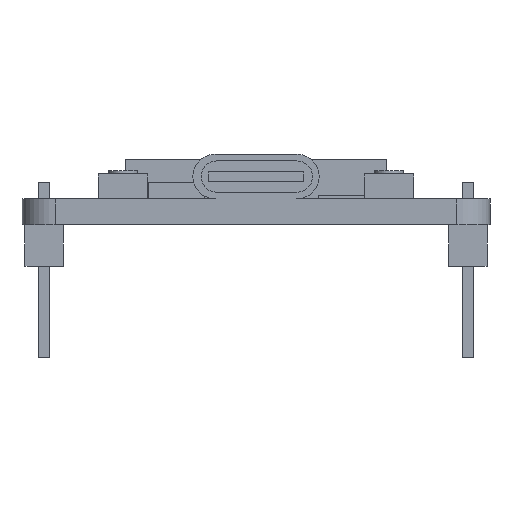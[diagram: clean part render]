
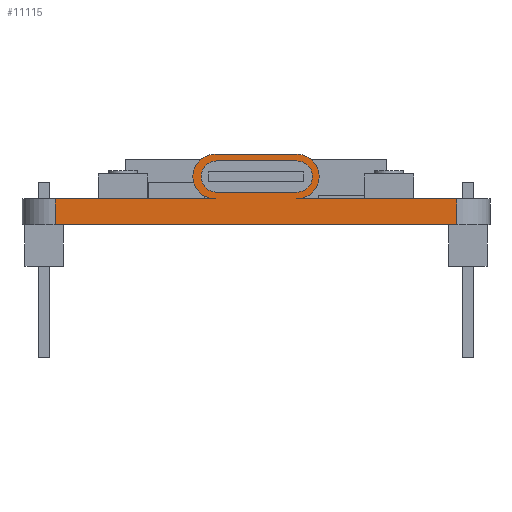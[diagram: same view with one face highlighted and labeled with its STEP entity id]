
A CAD part, left-side view. The second image highlights one B-rep face of the part: STEP entity #11115.
In plain terms, the highlighted planar face has unit normal (-1, 0, 0).
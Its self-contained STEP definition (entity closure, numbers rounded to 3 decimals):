
#497=CIRCLE('',#11768,0.938);
#499=CIRCLE('',#11772,0.938);
#501=CIRCLE('',#11776,1.34);
#502=CIRCLE('',#11777,1.34);
#589=FACE_BOUND('',#1426,.T.);
#721=FACE_OUTER_BOUND('',#1425,.T.);
#1425=EDGE_LOOP('',(#8019,#8020,#8021,#8022,#8023,#8024,#8025,#8026));
#1426=EDGE_LOOP('',(#8027,#8028,#8029,#8030));
#2335=LINE('',#15207,#3629);
#2339=LINE('',#15223,#3633);
#2501=LINE('',#15555,#3795);
#2506=LINE('',#15569,#3800);
#2509=LINE('',#15579,#3803);
#2510=LINE('',#15581,#3804);
#2511=LINE('',#15582,#3805);
#2512=LINE('',#15586,#3806);
#3629=VECTOR('',#12706,10.);
#3633=VECTOR('',#12718,10.);
#3795=VECTOR('',#12912,10.);
#3800=VECTOR('',#12925,10.);
#3803=VECTOR('',#12938,10.);
#3804=VECTOR('',#12939,10.);
#3805=VECTOR('',#12940,10.);
#3806=VECTOR('',#12943,10.);
#4839=VERTEX_POINT('',#15204);
#4840=VERTEX_POINT('',#15206);
#4847=VERTEX_POINT('',#15220);
#4848=VERTEX_POINT('',#15222);
#5001=VERTEX_POINT('',#15553);
#5002=VERTEX_POINT('',#15554);
#5005=VERTEX_POINT('',#15562);
#5007=VERTEX_POINT('',#15568);
#5009=VERTEX_POINT('',#15578);
#5010=VERTEX_POINT('',#15580);
#5011=VERTEX_POINT('',#15583);
#5012=VERTEX_POINT('',#15585);
#6009=EDGE_CURVE('',#4839,#4840,#2335,.T.);
#6017=EDGE_CURVE('',#4847,#4848,#2339,.T.);
#6183=EDGE_CURVE('',#5001,#5002,#2501,.T.);
#6187=EDGE_CURVE('',#5005,#5001,#497,.T.);
#6190=EDGE_CURVE('',#5007,#5005,#2506,.T.);
#6193=EDGE_CURVE('',#5002,#5007,#499,.T.);
#6195=EDGE_CURVE('',#5009,#4847,#2509,.T.);
#6196=EDGE_CURVE('',#5010,#5009,#2510,.T.);
#6197=EDGE_CURVE('',#4840,#5010,#2511,.T.);
#6198=EDGE_CURVE('',#4839,#5011,#501,.T.);
#6199=EDGE_CURVE('',#5012,#5011,#2512,.T.);
#6200=EDGE_CURVE('',#5012,#4848,#502,.T.);
#8019=ORIENTED_EDGE('',*,*,#6017,.F.);
#8020=ORIENTED_EDGE('',*,*,#6195,.F.);
#8021=ORIENTED_EDGE('',*,*,#6196,.F.);
#8022=ORIENTED_EDGE('',*,*,#6197,.F.);
#8023=ORIENTED_EDGE('',*,*,#6009,.F.);
#8024=ORIENTED_EDGE('',*,*,#6198,.T.);
#8025=ORIENTED_EDGE('',*,*,#6199,.F.);
#8026=ORIENTED_EDGE('',*,*,#6200,.T.);
#8027=ORIENTED_EDGE('',*,*,#6183,.T.);
#8028=ORIENTED_EDGE('',*,*,#6193,.T.);
#8029=ORIENTED_EDGE('',*,*,#6190,.T.);
#8030=ORIENTED_EDGE('',*,*,#6187,.T.);
#10647=PLANE('',#11775);
#11115=ADVANCED_FACE('',(#721,#589),#10647,.T.);
#11768=AXIS2_PLACEMENT_3D('',#15563,#12918,#12919);
#11772=AXIS2_PLACEMENT_3D('',#15574,#12930,#12931);
#11775=AXIS2_PLACEMENT_3D('',#15577,#12936,#12937);
#11776=AXIS2_PLACEMENT_3D('',#15584,#12941,#12942);
#11777=AXIS2_PLACEMENT_3D('',#15587,#12944,#12945);
#12706=DIRECTION('',(0.,-1.,0.));
#12718=DIRECTION('',(0.,-1.,0.));
#12912=DIRECTION('',(0.,1.,0.));
#12918=DIRECTION('center_axis',(1.,0.,0.));
#12919=DIRECTION('ref_axis',(0.,0.,-1.));
#12925=DIRECTION('',(0.,-1.,0.));
#12930=DIRECTION('center_axis',(1.,0.,0.));
#12931=DIRECTION('ref_axis',(0.,0.,1.));
#12936=DIRECTION('center_axis',(-1.,0.,0.));
#12937=DIRECTION('ref_axis',(0.,-1.,0.));
#12938=DIRECTION('',(0.,0.,1.));
#12939=DIRECTION('',(0.,1.,0.));
#12940=DIRECTION('',(0.,0.,-1.));
#12941=DIRECTION('center_axis',(-1.,0.,0.));
#12942=DIRECTION('ref_axis',(0.,0.,-1.));
#12943=DIRECTION('',(0.,-1.,0.));
#12944=DIRECTION('center_axis',(-1.,0.,0.));
#12945=DIRECTION('ref_axis',(0.,0.,1.));
#15204=CARTESIAN_POINT('',(-25.915,-2.46,1.56));
#15206=CARTESIAN_POINT('',(-25.915,-12.08,1.56));
#15207=CARTESIAN_POINT('',(-25.915,-14.08,1.56));
#15220=CARTESIAN_POINT('',(-25.915,12.08,1.56));
#15222=CARTESIAN_POINT('',(-25.915,2.46,1.56));
#15223=CARTESIAN_POINT('',(-25.915,-14.08,1.56));
#15553=CARTESIAN_POINT('',(-25.915,-2.464,1.962));
#15554=CARTESIAN_POINT('',(-25.915,2.362,1.962));
#15555=CARTESIAN_POINT('',(-25.915,5.808,1.962));
#15562=CARTESIAN_POINT('',(-25.915,-2.464,3.838));
#15563=CARTESIAN_POINT('Origin',(-25.915,-2.464,2.9));
#15568=CARTESIAN_POINT('',(-25.915,2.362,3.838));
#15569=CARTESIAN_POINT('',(-25.915,8.221,3.838));
#15574=CARTESIAN_POINT('Origin',(-25.915,2.362,2.9));
#15577=CARTESIAN_POINT('Origin',(-25.915,14.08,0.));
#15578=CARTESIAN_POINT('',(-25.915,12.08,0.));
#15579=CARTESIAN_POINT('',(-25.915,12.08,0.));
#15580=CARTESIAN_POINT('',(-25.915,-12.08,0.));
#15581=CARTESIAN_POINT('',(-25.915,-14.08,0.));
#15582=CARTESIAN_POINT('',(-25.915,-12.08,0.));
#15583=CARTESIAN_POINT('',(-25.915,-2.46,4.24));
#15584=CARTESIAN_POINT('Origin',(-25.915,-2.46,2.9));
#15585=CARTESIAN_POINT('',(-25.915,2.46,4.24));
#15586=CARTESIAN_POINT('',(-25.915,-3.8,4.24));
#15587=CARTESIAN_POINT('Origin',(-25.915,2.46,2.9));
